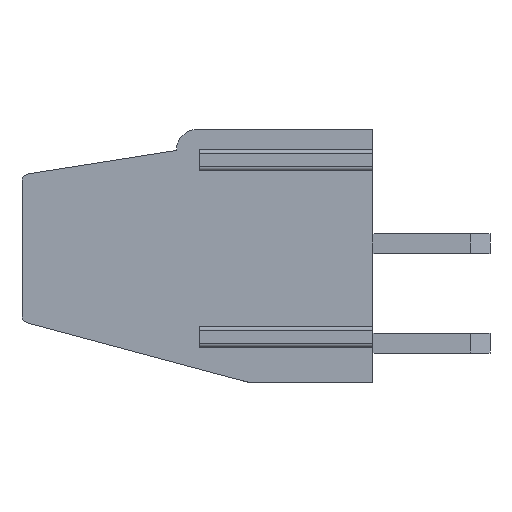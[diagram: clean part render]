
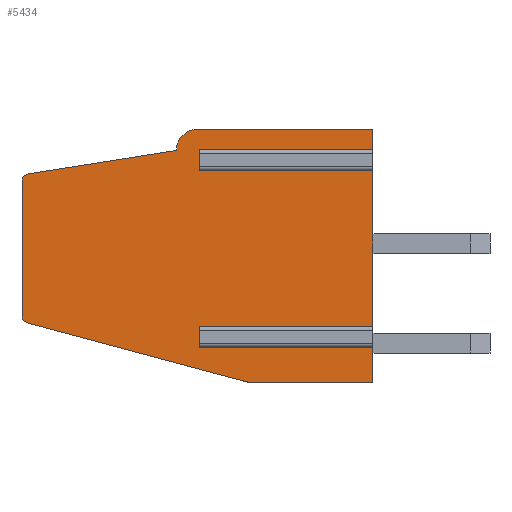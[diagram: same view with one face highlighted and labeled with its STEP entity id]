
A CAD part, left-side view. The second image highlights one B-rep face of the part: STEP entity #5434.
In plain terms, the highlighted planar face has unit normal (-1, 0, 0).
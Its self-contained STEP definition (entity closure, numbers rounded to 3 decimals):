
#1561=DIRECTION('',(0.,0.,-1.));
#1562=VECTOR('',#1561,0.6);
#1563=CARTESIAN_POINT('',(0.,6.96,2.15));
#1564=LINE('',#1563,#1562);
#1565=DIRECTION('',(0.,1.,0.));
#1566=VECTOR('',#1565,6.96);
#1567=CARTESIAN_POINT('',(0.,0.,1.55));
#1568=LINE('',#1567,#1566);
#1569=DIRECTION('',(0.,0.,1.));
#1570=VECTOR('',#1569,1.55);
#1571=CARTESIAN_POINT('',(0.,0.,0.));
#1572=LINE('',#1571,#1570);
#1573=DIRECTION('',(0.,-1.,0.));
#1574=VECTOR('',#1573,4.9);
#1575=CARTESIAN_POINT('',(0.,4.9,0.));
#1576=LINE('',#1575,#1574);
#1577=DIRECTION('',(0.,-0.966,-0.259));
#1578=VECTOR('',#1577,9.296);
#1579=CARTESIAN_POINT('',(0.,13.878,2.41));
#1580=LINE('',#1579,#1578);
#1581=CARTESIAN_POINT('',(0.,13.8,2.7));
#1582=DIRECTION('',(-1.,0.,0.));
#1583=DIRECTION('',(0.,1.,0.));
#1584=AXIS2_PLACEMENT_3D('',#1581,#1582,#1583);
#1586=DIRECTION('',(0.,0.,-1.));
#1587=VECTOR('',#1586,5.404);
#1588=CARTESIAN_POINT('',(0.,14.1,8.104));
#1589=LINE('',#1588,#1587);
#1590=CARTESIAN_POINT('',(0.,13.8,8.104));
#1591=DIRECTION('',(-1.,0.,0.));
#1592=DIRECTION('',(0.,0.156,0.988));
#1593=AXIS2_PLACEMENT_3D('',#1590,#1591,#1592);
#1595=DIRECTION('',(0.,0.988,-0.156));
#1596=VECTOR('',#1595,6.021);
#1597=CARTESIAN_POINT('',(0.,7.9,9.341));
#1598=LINE('',#1597,#1596);
#1599=CARTESIAN_POINT('',(0.,7.04,9.34));
#1600=DIRECTION('',(-1.,0.,0.));
#1601=DIRECTION('',(0.,0.,1.));
#1602=AXIS2_PLACEMENT_3D('',#1599,#1600,#1601);
#1604=DIRECTION('',(0.,1.,0.));
#1605=VECTOR('',#1604,7.04);
#1606=CARTESIAN_POINT('',(0.,0.,10.2));
#1607=LINE('',#1606,#1605);
#1608=DIRECTION('',(0.,0.,1.));
#1609=VECTOR('',#1608,0.95);
#1610=CARTESIAN_POINT('',(0.,0.,9.25));
#1611=LINE('',#1610,#1609);
#1612=DIRECTION('',(0.,1.,0.));
#1613=VECTOR('',#1612,6.96);
#1614=CARTESIAN_POINT('',(0.,0.,9.25));
#1615=LINE('',#1614,#1613);
#1616=DIRECTION('',(0.,0.,-1.));
#1617=VECTOR('',#1616,0.6);
#1618=CARTESIAN_POINT('',(0.,6.96,9.25));
#1619=LINE('',#1618,#1617);
#1620=DIRECTION('',(0.,1.,0.));
#1621=VECTOR('',#1620,6.96);
#1622=CARTESIAN_POINT('',(0.,0.,8.65));
#1623=LINE('',#1622,#1621);
#1624=DIRECTION('',(0.,0.,1.));
#1625=VECTOR('',#1624,6.5);
#1626=CARTESIAN_POINT('',(0.,0.,2.15));
#1627=LINE('',#1626,#1625);
#1628=DIRECTION('',(0.,1.,0.));
#1629=VECTOR('',#1628,6.96);
#1630=CARTESIAN_POINT('',(0.,0.,2.15));
#1631=LINE('',#1630,#1629);
#2690=CARTESIAN_POINT('',(0.,4.9,0.));
#2691=CARTESIAN_POINT('',(0.,0.,0.));
#2692=VERTEX_POINT('',#2690);
#2693=VERTEX_POINT('',#2691);
#2694=CARTESIAN_POINT('',(0.,13.847,8.4));
#2695=CARTESIAN_POINT('',(0.,14.1,8.104));
#2696=VERTEX_POINT('',#2694);
#2697=VERTEX_POINT('',#2695);
#2698=CARTESIAN_POINT('',(0.,14.1,2.7));
#2699=CARTESIAN_POINT('',(0.,13.878,2.41));
#2700=VERTEX_POINT('',#2698);
#2701=VERTEX_POINT('',#2699);
#2702=CARTESIAN_POINT('',(0.,7.04,10.2));
#2703=CARTESIAN_POINT('',(0.,7.9,9.342));
#2704=VERTEX_POINT('',#2702);
#2705=VERTEX_POINT('',#2703);
#2706=CARTESIAN_POINT('',(0.,0.,10.2));
#2707=VERTEX_POINT('',#2706);
#2840=CARTESIAN_POINT('',(0.,6.96,2.15));
#2841=CARTESIAN_POINT('',(0.,6.96,1.55));
#2842=VERTEX_POINT('',#2840);
#2843=VERTEX_POINT('',#2841);
#2844=CARTESIAN_POINT('',(0.,6.96,9.25));
#2845=CARTESIAN_POINT('',(0.,6.96,8.65));
#2846=VERTEX_POINT('',#2844);
#2847=VERTEX_POINT('',#2845);
#2848=CARTESIAN_POINT('',(0.,0.,9.25));
#2849=VERTEX_POINT('',#2848);
#2850=CARTESIAN_POINT('',(0.,0.,8.65));
#2851=VERTEX_POINT('',#2850);
#2852=CARTESIAN_POINT('',(0.,0.,2.15));
#2853=VERTEX_POINT('',#2852);
#2854=CARTESIAN_POINT('',(0.,0.,1.55));
#2855=VERTEX_POINT('',#2854);
#5404=CARTESIAN_POINT('',(0.,0.,0.));
#5405=DIRECTION('',(1.,0.,0.));
#5406=DIRECTION('',(0.,0.,-1.));
#5407=AXIS2_PLACEMENT_3D('',#5404,#5405,#5406);
#5408=PLANE('',#5407);
#5410=ORIENTED_EDGE('',*,*,#5409,.T.);
#5412=ORIENTED_EDGE('',*,*,#5411,.F.);
#5413=ORIENTED_EDGE('',*,*,#4756,.F.);
#5414=ORIENTED_EDGE('',*,*,#4717,.F.);
#5415=ORIENTED_EDGE('',*,*,#4677,.F.);
#5416=ORIENTED_EDGE('',*,*,#4654,.F.);
#5417=ORIENTED_EDGE('',*,*,#3862,.F.);
#5418=ORIENTED_EDGE('',*,*,#5202,.F.);
#5419=ORIENTED_EDGE('',*,*,#5188,.F.);
#5420=ORIENTED_EDGE('',*,*,#5173,.F.);
#5421=ORIENTED_EDGE('',*,*,#4855,.F.);
#5422=ORIENTED_EDGE('',*,*,#4780,.F.);
#5424=ORIENTED_EDGE('',*,*,#5423,.T.);
#5426=ORIENTED_EDGE('',*,*,#5425,.T.);
#5428=ORIENTED_EDGE('',*,*,#5427,.F.);
#5429=ORIENTED_EDGE('',*,*,#4768,.F.);
#5431=ORIENTED_EDGE('',*,*,#5430,.T.);
#5432=EDGE_LOOP('',(#5410,#5412,#5413,#5414,#5415,#5416,#5417,#5418,#5419,#5420,
#5421,#5422,#5424,#5426,#5428,#5429,#5431));
#5433=FACE_OUTER_BOUND('',#5432,.F.);
#5434=ADVANCED_FACE('',(#5433),#5408,.F.);
#1585=CIRCLE('',#1584,0.3);
#1594=CIRCLE('',#1593,0.3);
#1603=CIRCLE('',#1602,0.86);
#3862=EDGE_CURVE('',#2697,#2700,#1589,.T.);
#4654=EDGE_CURVE('',#2700,#2701,#1585,.T.);
#4677=EDGE_CURVE('',#2701,#2692,#1580,.T.);
#4717=EDGE_CURVE('',#2692,#2693,#1576,.T.);
#4756=EDGE_CURVE('',#2693,#2855,#1572,.T.);
#4768=EDGE_CURVE('',#2853,#2851,#1627,.T.);
#4780=EDGE_CURVE('',#2849,#2707,#1611,.T.);
#4855=EDGE_CURVE('',#2707,#2704,#1607,.T.);
#5173=EDGE_CURVE('',#2704,#2705,#1603,.T.);
#5188=EDGE_CURVE('',#2705,#2696,#1598,.T.);
#5202=EDGE_CURVE('',#2696,#2697,#1594,.T.);
#5409=EDGE_CURVE('',#2842,#2843,#1564,.T.);
#5411=EDGE_CURVE('',#2855,#2843,#1568,.T.);
#5423=EDGE_CURVE('',#2849,#2846,#1615,.T.);
#5425=EDGE_CURVE('',#2846,#2847,#1619,.T.);
#5427=EDGE_CURVE('',#2851,#2847,#1623,.T.);
#5430=EDGE_CURVE('',#2853,#2842,#1631,.T.);
